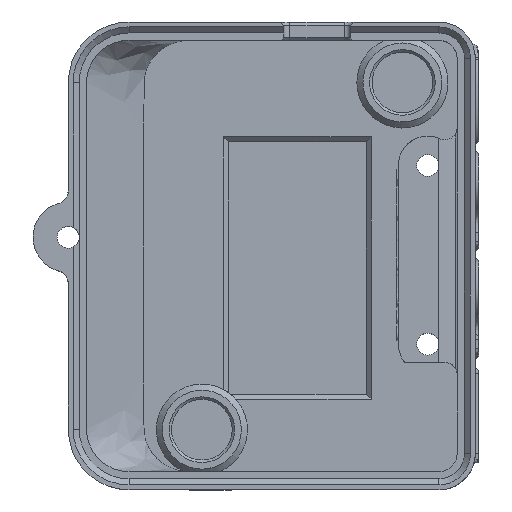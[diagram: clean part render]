
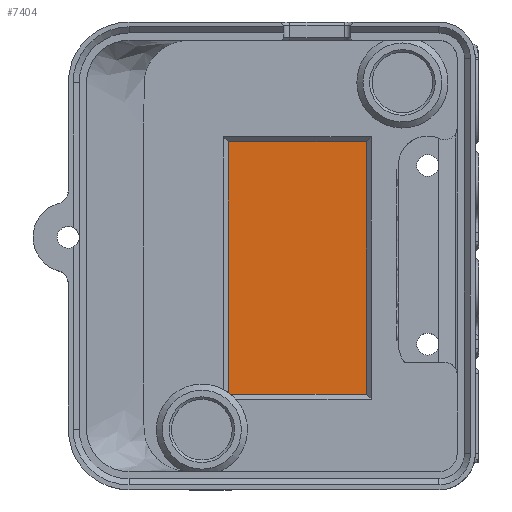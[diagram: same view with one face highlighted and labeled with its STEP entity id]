
A CAD part, top view. The second image highlights one B-rep face of the part: STEP entity #7404.
In plain terms, the highlighted planar face has unit normal (0, 0, 1).
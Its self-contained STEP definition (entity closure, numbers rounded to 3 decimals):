
#83=CIRCLE('',#7786,7.5);
#511=B_SPLINE_CURVE_WITH_KNOTS('',3,(#12401,#12402,#12403,#12404),
 .UNSPECIFIED.,.F.,.F.,(4,4),(9.411,13.537),
 .UNSPECIFIED.);
#899=FACE_OUTER_BOUND('',#1342,.T.);
#1342=EDGE_LOOP('',(#5757,#5758,#5759,#5760,#5761));
#2014=LINE('',#12678,#2692);
#2015=LINE('',#12681,#2693);
#2017=LINE('',#12684,#2695);
#2692=VECTOR('',#8842,10.);
#2693=VECTOR('',#8845,10.);
#2695=VECTOR('',#8849,10.);
#3312=VERTEX_POINT('',#12348);
#3313=VERTEX_POINT('',#12350);
#3321=VERTEX_POINT('',#12400);
#3382=VERTEX_POINT('',#12676);
#3383=VERTEX_POINT('',#12680);
#4187=EDGE_CURVE('',#3313,#3312,#83,.T.);
#4200=EDGE_CURVE('',#3313,#3321,#511,.T.);
#4271=EDGE_CURVE('',#3382,#3312,#2014,.T.);
#4272=EDGE_CURVE('',#3321,#3383,#2015,.T.);
#4274=EDGE_CURVE('',#3383,#3382,#2017,.T.);
#5757=ORIENTED_EDGE('',*,*,#4187,.T.);
#5758=ORIENTED_EDGE('',*,*,#4271,.F.);
#5759=ORIENTED_EDGE('',*,*,#4274,.F.);
#5760=ORIENTED_EDGE('',*,*,#4272,.F.);
#5761=ORIENTED_EDGE('',*,*,#4200,.F.);
#7097=PLANE('',#7828);
#7404=ADVANCED_FACE('',(#899),#7097,.T.);
#7786=AXIS2_PLACEMENT_3D('',#12351,#8712,#8713);
#7828=AXIS2_PLACEMENT_3D('',#12685,#8850,#8851);
#8712=DIRECTION('center_axis',(0.,0.,
-1.));
#8713=DIRECTION('ref_axis',(1.,0.,0.));
#8842=DIRECTION('',(-1.,0.,0.));
#8845=DIRECTION('',(1.,0.,0.));
#8849=DIRECTION('',(0.,-1.,0.));
#8850=DIRECTION('center_axis',(0.,0.,
1.));
#8851=DIRECTION('ref_axis',(1.,0.,0.));
#12348=CARTESIAN_POINT('',(-0.097,-107.006,31.083));
#12350=CARTESIAN_POINT('',(-0.452,-106.737,31.083));
#12351=CARTESIAN_POINT('Origin',(-4.801,-112.847,31.083));
#12400=CARTESIAN_POINT('',(-0.416,-65.46,31.083));
#12401=CARTESIAN_POINT('Ctrl Pts',(-0.452,-106.737,
31.083));
#12402=CARTESIAN_POINT('Ctrl Pts',(-0.44,-92.935,
31.083));
#12403=CARTESIAN_POINT('Ctrl Pts',(-0.428,-79.176,
31.083));
#12404=CARTESIAN_POINT('Ctrl Pts',(-0.416,-65.46,
31.083));
#12676=CARTESIAN_POINT('',(22.263,-107.006,31.083));
#12678=CARTESIAN_POINT('',(17.631,-107.006,31.083));
#12680=CARTESIAN_POINT('',(22.254,-65.461,31.083));
#12681=CARTESIAN_POINT('',(5.493,-65.46,31.083));
#12684=CARTESIAN_POINT('',(22.256,-74.464,31.083));
#12685=CARTESIAN_POINT('Origin',(12.199,-84.268,31.083));
